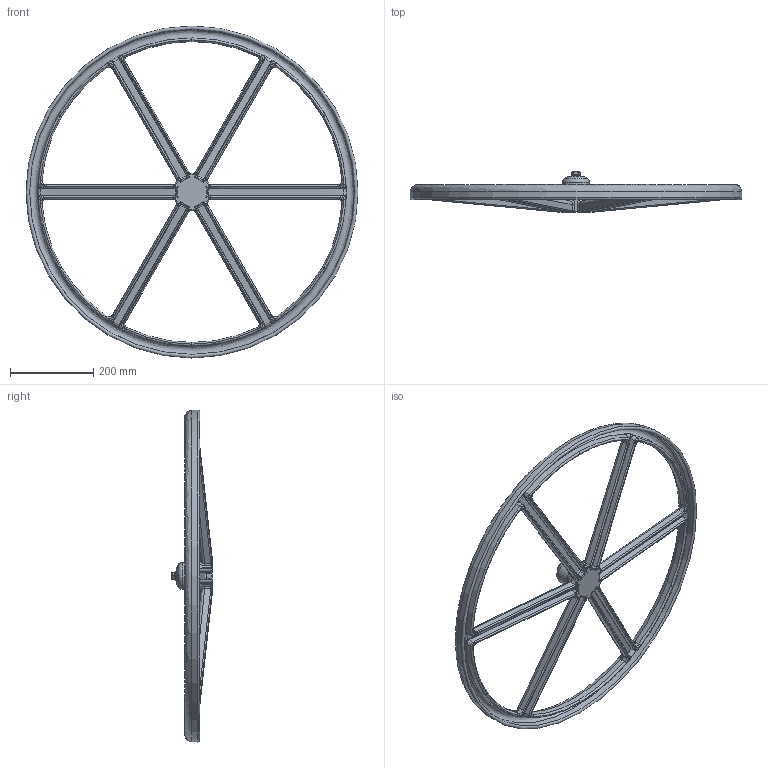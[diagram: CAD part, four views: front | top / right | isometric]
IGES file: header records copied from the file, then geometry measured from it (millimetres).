
Start section: SolidWorks IGES file using analytic representation for surfaces
Global section: file name: O_08_A_DN450-600_AA0_igs.igs; native system: SolidWorks 2012; preprocessor: SolidWorks 2012; author: pbm; date: 160928.105611; units: millimetre
Bounding box: 799.99 x 96.56 x 799.99 mm (x, y, z)
Surface area: 693261.5 mm2 (no closed solid volume)
Topology: 0 solids, 0 shells, 691 faces, 4012 edges, 3958 vertices
Faces by surface type: bspline 497, revolution 194
